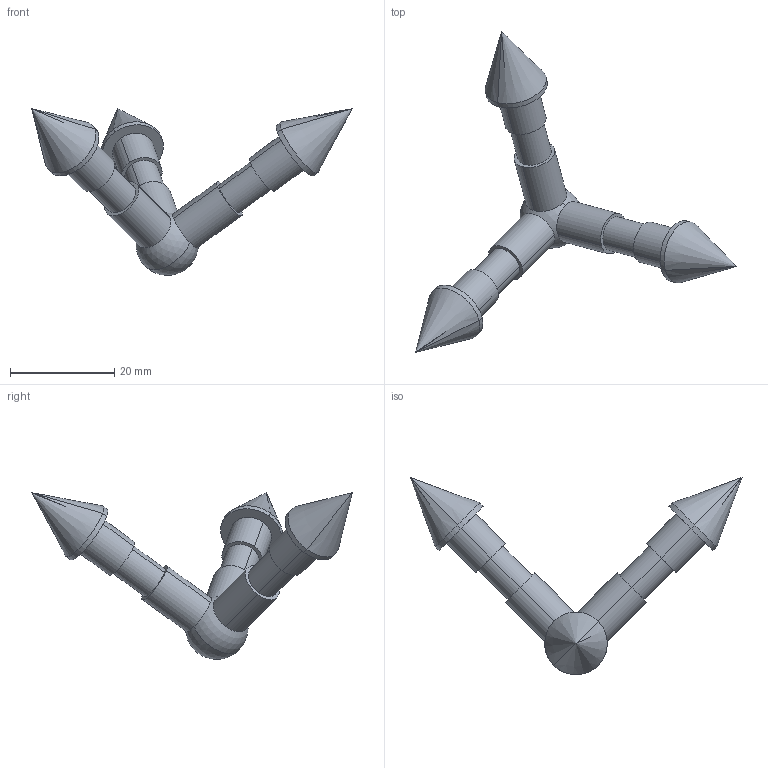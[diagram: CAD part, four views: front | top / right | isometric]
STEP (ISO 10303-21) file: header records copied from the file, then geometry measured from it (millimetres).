
FILE_DESCRIPTION (( 'STEP AP203' ), '1' );
FILE_NAME ('Origin.STEP', '2014-02-13T19:48:37', ( '' ), ( '' ), 'SwSTEP 2.0', 'SolidWorks 2013', '' );
FILE_SCHEMA (( 'CONFIG_CONTROL_DESIGN' ));
Length unit declared in the file: millimetre
Products named in the file (1): Origin
Bounding box: 61.47 x 61.47 x 31.96 mm (x, y, z)
Volume: 6213.6 mm3; surface area: 3385 mm2
Topology: 1 solids, 1 shells, 41 faces, 94 edges, 57 vertices
Faces by surface type: cylinder 24, plane 9, cone 6, sphere 2
Entity records: 1195 total; most frequent: DIRECTION 224, CARTESIAN_POINT 183, ORIENTED_EDGE 170, AXIS2_PLACEMENT_3D 97, EDGE_CURVE 85, VERTEX_POINT 56, CIRCLE 55, EDGE_LOOP 51
